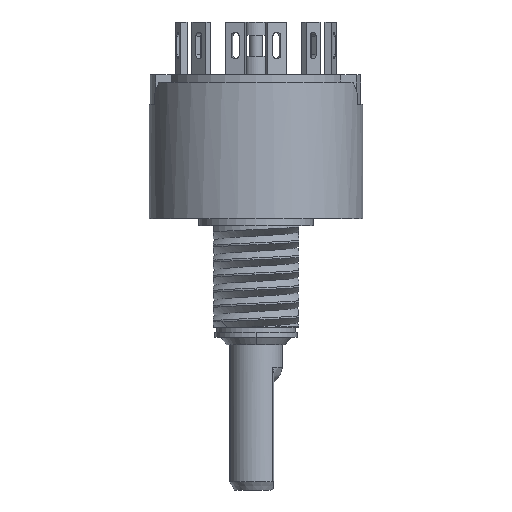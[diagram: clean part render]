
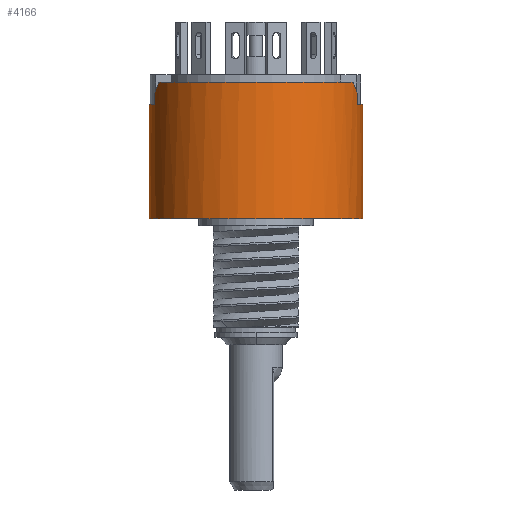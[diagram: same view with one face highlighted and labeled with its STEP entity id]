
A CAD part, front view. The second image highlights one B-rep face of the part: STEP entity #4166.
In plain terms, the highlighted cylindrical face has radius 6.413 mm (diameter 12.827 mm), a partial arc.
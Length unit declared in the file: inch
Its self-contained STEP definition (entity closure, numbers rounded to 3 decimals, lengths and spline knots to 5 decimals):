
#302=DIRECTION('',(0.,0.,1.));
#303=VECTOR('',#302,0.027);
#304=CARTESIAN_POINT('',(-0.23949,-0.08,0.217));
#305=LINE('',#304,#303);
#306=CARTESIAN_POINT('',(0.,0.,0.269));
#307=DIRECTION('',(0.,0.,1.));
#308=DIRECTION('',(-0.909,-0.416,0.));
#309=AXIS2_PLACEMENT_3D('',#306,#307,#308);
#311=DIRECTION('',(0.,0.,-1.));
#312=VECTOR('',#311,0.027);
#313=CARTESIAN_POINT('',(0.23949,-0.08,0.244));
#314=LINE('',#313,#312);
#320=CARTESIAN_POINT('',(0.,0.,-0.053));
#321=DIRECTION('',(0.,0.,1.));
#322=DIRECTION('',(-1.,0.,0.));
#323=AXIS2_PLACEMENT_3D('',#320,#321,#322);
#803=DIRECTION('',(0.,0.,-1.));
#804=VECTOR('',#803,0.27);
#805=CARTESIAN_POINT('',(-0.2525,0.,0.217));
#806=LINE('',#805,#804);
#807=DIRECTION('',(0.,0.,-1.));
#808=VECTOR('',#807,0.27);
#809=CARTESIAN_POINT('',(0.2525,0.,0.217));
#810=LINE('',#809,#808);
#1162=CARTESIAN_POINT('',(0.,0.,0.217));
#1163=DIRECTION('',(0.,0.,1.));
#1164=DIRECTION('',(0.948,-0.317,0.));
#1165=AXIS2_PLACEMENT_3D('',#1162,#1163,#1164);
#1175=CARTESIAN_POINT('',(0.,0.,0.217));
#1176=DIRECTION('',(0.,0.,1.));
#1177=DIRECTION('',(-1.,0.,0.));
#1178=AXIS2_PLACEMENT_3D('',#1175,#1176,#1177);
#1253=CARTESIAN_POINT('',(-0.23949,-0.08,0.244));
#1254=CARTESIAN_POINT('',(-0.23668,-0.08843,
0.25243));
#1255=CARTESIAN_POINT('',(-0.2334,-0.09676,
0.26076));
#1256=CARTESIAN_POINT('',(-0.22963,-0.105,0.269));
#1276=CARTESIAN_POINT('',(0.22963,-0.105,0.269));
#1277=CARTESIAN_POINT('',(0.2334,-0.09676,
0.26076));
#1278=CARTESIAN_POINT('',(0.23668,-0.08843,
0.25243));
#1279=CARTESIAN_POINT('',(0.23949,-0.08,0.244));
#3327=CARTESIAN_POINT('',(-0.2525,0.,-0.053));
#3328=CARTESIAN_POINT('',(0.2525,0.,-0.053));
#3329=VERTEX_POINT('',#3327);
#3330=VERTEX_POINT('',#3328);
#3359=CARTESIAN_POINT('',(-0.22963,-0.105,0.269));
#3361=VERTEX_POINT('',#3359);
#3364=CARTESIAN_POINT('',(0.22963,-0.105,0.269));
#3366=VERTEX_POINT('',#3364);
#3367=CARTESIAN_POINT('',(-0.2525,0.,0.217));
#3368=CARTESIAN_POINT('',(-0.23949,-0.08,0.217));
#3369=VERTEX_POINT('',#3367);
#3370=VERTEX_POINT('',#3368);
#3371=CARTESIAN_POINT('',(0.23949,-0.08,0.217));
#3372=CARTESIAN_POINT('',(0.2525,0.,0.217));
#3373=VERTEX_POINT('',#3371);
#3374=VERTEX_POINT('',#3372);
#3375=CARTESIAN_POINT('',(-0.23949,-0.08,0.244));
#3376=VERTEX_POINT('',#3375);
#3377=CARTESIAN_POINT('',(0.23949,-0.08,0.244));
#3378=VERTEX_POINT('',#3377);
#4140=CARTESIAN_POINT('',(0.,0.,-0.33895));
#4141=DIRECTION('',(0.,0.,1.));
#4142=DIRECTION('',(1.,0.,0.));
#4143=AXIS2_PLACEMENT_3D('',#4140,#4141,#4142);
#4144=CYLINDRICAL_SURFACE('',#4143,0.2525);
#4146=ORIENTED_EDGE('',*,*,#4145,.T.);
#4148=ORIENTED_EDGE('',*,*,#4147,.T.);
#4150=ORIENTED_EDGE('',*,*,#4149,.T.);
#4151=ORIENTED_EDGE('',*,*,#4135,.T.);
#4153=ORIENTED_EDGE('',*,*,#4152,.T.);
#4155=ORIENTED_EDGE('',*,*,#4154,.T.);
#4157=ORIENTED_EDGE('',*,*,#4156,.T.);
#4159=ORIENTED_EDGE('',*,*,#4158,.T.);
#4161=ORIENTED_EDGE('',*,*,#4160,.F.);
#4163=ORIENTED_EDGE('',*,*,#4162,.F.);
#4164=EDGE_LOOP('',(#4146,#4148,#4150,#4151,#4153,#4155,#4157,#4159,#4161,
#4163));
#4165=FACE_OUTER_BOUND('',#4164,.F.);
#4166=ADVANCED_FACE('',(#4165),#4144,.T.);
#310=CIRCLE('',#309,0.2525);
#324=CIRCLE('',#323,0.2525);
#1166=CIRCLE('',#1165,0.2525);
#1179=CIRCLE('',#1178,0.2525);
#1257=B_SPLINE_CURVE_WITH_KNOTS('',3,(#1253,#1254,#1255,#1256),.UNSPECIFIED.,
.F.,.F.,(4,4),(0.,1.),.UNSPECIFIED.);
#1280=B_SPLINE_CURVE_WITH_KNOTS('',3,(#1276,#1277,#1278,#1279),.UNSPECIFIED.,
.F.,.F.,(4,4),(0.,1.),.UNSPECIFIED.);
#4135=EDGE_CURVE('',#3361,#3366,#310,.T.);
#4145=EDGE_CURVE('',#3369,#3370,#1179,.T.);
#4147=EDGE_CURVE('',#3370,#3376,#305,.T.);
#4149=EDGE_CURVE('',#3376,#3361,#1257,.T.);
#4152=EDGE_CURVE('',#3366,#3378,#1280,.T.);
#4154=EDGE_CURVE('',#3378,#3373,#314,.T.);
#4156=EDGE_CURVE('',#3373,#3374,#1166,.T.);
#4158=EDGE_CURVE('',#3374,#3330,#810,.T.);
#4160=EDGE_CURVE('',#3329,#3330,#324,.T.);
#4162=EDGE_CURVE('',#3369,#3329,#806,.T.);
